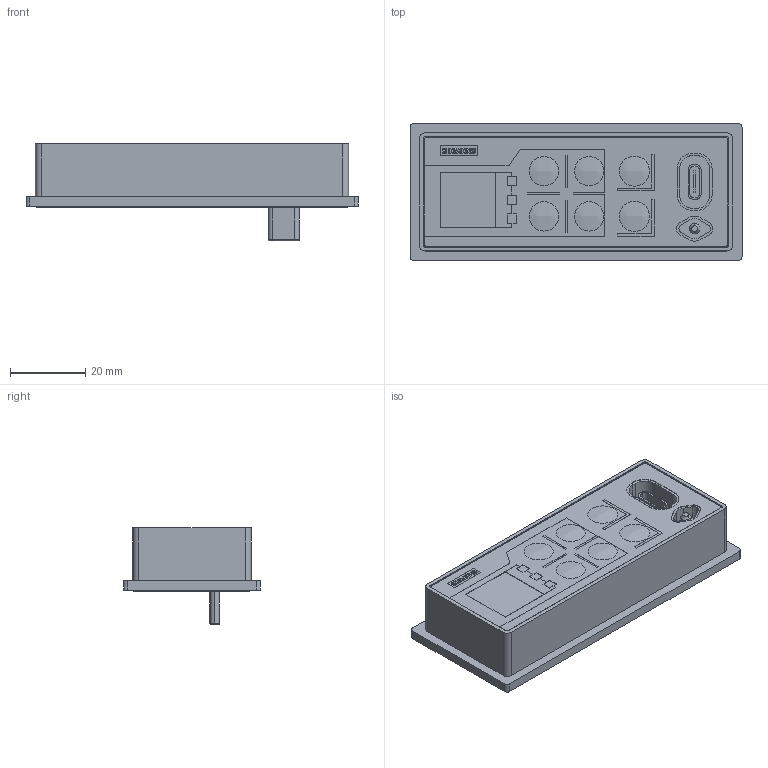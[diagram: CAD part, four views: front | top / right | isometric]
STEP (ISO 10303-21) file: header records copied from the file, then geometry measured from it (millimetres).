
FILE_DESCRIPTION(('STEP AP214'),'1');
FILE_NAME('cctmp_860DB83B-24C9-4D54-8483-148176A901CA_2025_01_13_10_57_51_0293..stp','2025-01-13T09:57:51',('SIEMENS A&D'),('CADClick - www.CADClick.com'),'Spatial InterOp 3D',' ','unknown authorization');
FILE_SCHEMA(('AUTOMOTIVE_DESIGN'));
Length unit declared in the file: millimetre
Products named in the file (1): 3UF8200-1AA00-0
Bounding box: 88 x 36.3 x 25.89 mm (x, y, z)
Volume: 44502.2 mm3; surface area: 11389.1 mm2
Topology: 1 solids, 1 shells, 430 faces, 1111 edges, 740 vertices
Faces by surface type: plane 324, cylinder 94, sphere 6, torus 4, cone 2
Entity records: 16607 total; most frequent: CARTESIAN_POINT 2282, ORIENTED_EDGE 2222, DIRECTION 2177, EDGE_CURVE 1111, LINE 907, VECTOR 907, VERTEX_POINT 740, AXIS2_PLACEMENT_3D 635
